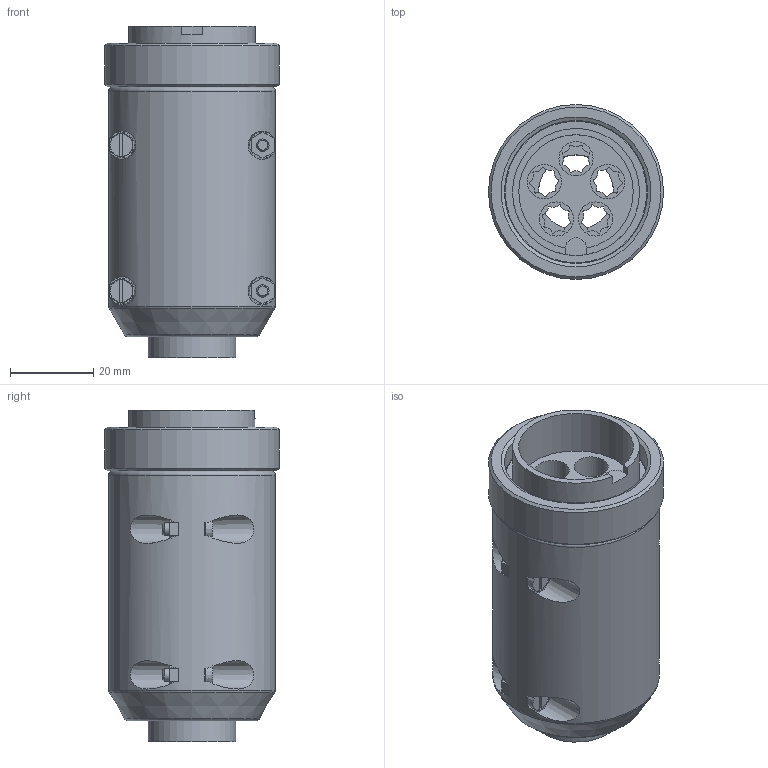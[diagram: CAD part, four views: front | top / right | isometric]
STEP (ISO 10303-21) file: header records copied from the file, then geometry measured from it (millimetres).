
FILE_DESCRIPTION(/* description */ ('STEP AP214'),/* implementation_level */ '2;1');
FILE_NAME(/* name */ '7557_KSV-5',/* time_stamp */ '2024-08-25T18:23:26+02:00',/* author */ ('License CC BY-ND 4.0'),/* organization */ ('CADENAS'),/* preprocessor_version */ 'ST-DEVELOPER v19.3',/* originating_system */ 'PARTsolutions',/* authorisation */ ' ');
FILE_SCHEMA (('AUTOMOTIVE_DESIGN {1 0 10303 214 3 1 1}'));
Length unit declared in the file: millimetre
Products named in the file (1): 7557 KSV-5
Bounding box: 42 x 42 x 79.5 mm (x, y, z)
Volume: 48690.9 mm3; surface area: 26017.9 mm2
Topology: 1 solids, 5 shells, 293 faces, 707 edges, 456 vertices
Faces by surface type: plane 144, cylinder 116, cone 30, torus 3
Full cylindrical faces by diameter (mm): 3 x8, 3.2 x4, 8.2 x5, 18 x1, 21 x1, 23 x1, 25 x1, 27 x2, 27.5 x1, 28.5 x1, 30 x3, 30.5 x1, 34 x1, 34.376 x1, 36.5 x1, 40 x1, 42 x1
Entity records: 8394 total; most frequent: CARTESIAN_POINT 1544, DIRECTION 1518, ORIENTED_EDGE 1274, EDGE_CURVE 637, AXIS2_PLACEMENT_3D 611, VERTEX_POINT 445, EDGE_LOOP 402, FACE_BOUND 402
